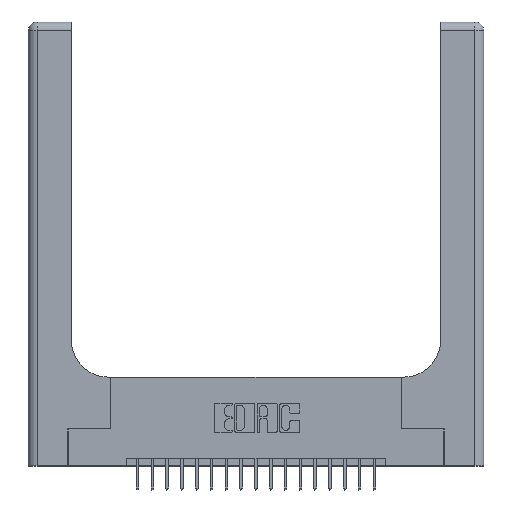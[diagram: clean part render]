
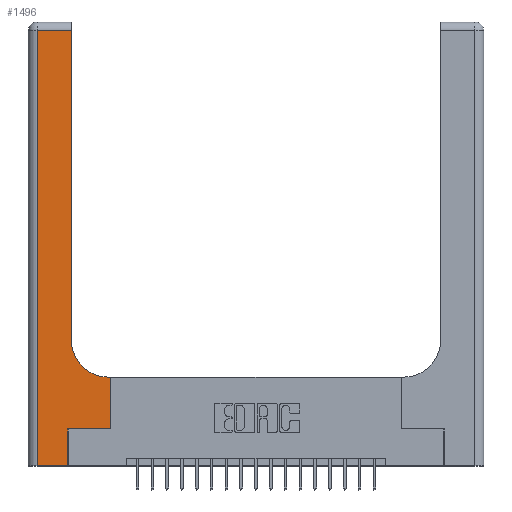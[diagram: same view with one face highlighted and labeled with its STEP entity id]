
A CAD part, top view. The second image highlights one B-rep face of the part: STEP entity #1496.
In plain terms, the highlighted planar face has unit normal (0, 0, 1).
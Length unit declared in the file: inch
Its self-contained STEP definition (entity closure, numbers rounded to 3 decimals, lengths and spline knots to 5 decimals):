
#1 = EDGE_CURVE ( 'NONE', #4119, #12848, #3750, .T. ) ;
#154 = AXIS2_PLACEMENT_3D ( 'NONE', #21953, #2829, #1132 ) ;
#299 = CARTESIAN_POINT ( 'NONE',  ( 0., 2.94, 0.37 ) ) ;
#528 = DIRECTION ( 'NONE',  ( 1., 0., 0. ) ) ;
#750 = CARTESIAN_POINT ( 'NONE',  ( 0.2915, 0.6, 0.37 ) ) ;
#796 = VERTEX_POINT ( 'NONE', #5188 ) ;
#803 = DIRECTION ( 'NONE',  ( -1., 0., 0. ) ) ;
#1132 = DIRECTION ( 'NONE',  ( -1., 0., 0. ) ) ;
#1149 = PLANE ( 'NONE',  #154 ) ;
#1253 = VERTEX_POINT ( 'NONE', #3498 ) ;
#1496 = ADVANCED_FACE ( 'NONE', ( #3680 ), #1149, .F. ) ;
#2052 = DIRECTION ( 'NONE',  ( -1., 0., 0. ) ) ;
#2829 = DIRECTION ( 'NONE',  ( 0., 0., -1. ) ) ;
#2835 = AXIS2_PLACEMENT_3D ( 'NONE', #16567, #6439, #18252 ) ;
#3320 = ORIENTED_EDGE ( 'NONE', *, *, #5394, .T. ) ;
#3498 = CARTESIAN_POINT ( 'NONE',  ( 0.269, 0., 0.37 ) ) ;
#3666 = VECTOR ( 'NONE', #4984, 39.37008 ) ;
#3680 = FACE_OUTER_BOUND ( 'NONE', #8311, .T. ) ;
#3750 = LINE ( 'NONE', #750, #21197 ) ;
#3849 = VECTOR ( 'NONE', #528, 39.37008 ) ;
#3879 = EDGE_CURVE ( 'NONE', #16152, #8549, #9438, .T. ) ;
#4119 = VERTEX_POINT ( 'NONE', #7459 ) ;
#4408 = EDGE_CURVE ( 'NONE', #12848, #796, #9926, .T. ) ;
#4984 = DIRECTION ( 'NONE',  ( 0., -1., 0. ) ) ;
#5187 = DIRECTION ( 'NONE',  ( 1., 0., 0. ) ) ;
#5188 = CARTESIAN_POINT ( 'NONE',  ( 0.2915, 0.85, 0.37 ) ) ;
#5394 = EDGE_CURVE ( 'NONE', #21229, #18482, #21136, .T. ) ;
#5476 = DIRECTION ( 'NONE',  ( 0., 1., 0. ) ) ;
#6003 = ORIENTED_EDGE ( 'NONE', *, *, #11719, .T. ) ;
#6439 = DIRECTION ( 'NONE',  ( 0., 0., -1. ) ) ;
#6621 = ORIENTED_EDGE ( 'NONE', *, *, #16731, .T. ) ;
#6683 = CARTESIAN_POINT ( 'NONE',  ( 0.269, 0., 0.37 ) ) ;
#6898 = ORIENTED_EDGE ( 'NONE', *, *, #4408, .T. ) ;
#7396 = CARTESIAN_POINT ( 'NONE',  ( 0., 0., 0.37 ) ) ;
#7459 = CARTESIAN_POINT ( 'NONE',  ( 0.5585, 0.6, 0.37 ) ) ;
#7627 = ORIENTED_EDGE ( 'NONE', *, *, #13737, .T. ) ;
#7681 = LINE ( 'NONE', #20183, #11168 ) ;
#8257 = LINE ( 'NONE', #11791, #3666 ) ;
#8311 = EDGE_LOOP ( 'NONE', ( #11402, #3320, #6003, #7627, #6621, #8795, #17685, #17212, #6898 ) ) ;
#8549 = VERTEX_POINT ( 'NONE', #15683 ) ;
#8795 = ORIENTED_EDGE ( 'NONE', *, *, #3879, .T. ) ;
#8971 = LINE ( 'NONE', #7396, #3849 ) ;
#9063 = CARTESIAN_POINT ( 'NONE',  ( 0.06, 0., 0.37 ) ) ;
#9438 = LINE ( 'NONE', #11984, #17817 ) ;
#9926 = CIRCLE ( 'NONE', #2835, 0.25 ) ;
#9954 = CARTESIAN_POINT ( 'NONE',  ( 0.06, 2.94, 0.37 ) ) ;
#11168 = VECTOR ( 'NONE', #13518, 39.37008 ) ;
#11402 = ORIENTED_EDGE ( 'NONE', *, *, #12512, .T. ) ;
#11432 = VECTOR ( 'NONE', #5476, 39.37008 ) ;
#11719 = EDGE_CURVE ( 'NONE', #18482, #11922, #8257, .T. ) ;
#11743 = CARTESIAN_POINT ( 'NONE',  ( 0.5415, 0.6, 0.37 ) ) ;
#11791 = CARTESIAN_POINT ( 'NONE',  ( 0.06, 3., 0.37 ) ) ;
#11922 = VERTEX_POINT ( 'NONE', #9063 ) ;
#11984 = CARTESIAN_POINT ( 'NONE',  ( 0.269, 0.25, 0.37 ) ) ;
#12272 = CARTESIAN_POINT ( 'NONE',  ( 0.2915, 3., 0.37 ) ) ;
#12512 = EDGE_CURVE ( 'NONE', #796, #21229, #15873, .T. ) ;
#12848 = VERTEX_POINT ( 'NONE', #11743 ) ;
#13518 = DIRECTION ( 'NONE',  ( 0., 1., 0. ) ) ;
#13737 = EDGE_CURVE ( 'NONE', #11922, #1253, #8971, .T. ) ;
#14090 = LINE ( 'NONE', #6683, #19591 ) ;
#15683 = CARTESIAN_POINT ( 'NONE',  ( 0.5585, 0.25, 0.37 ) ) ;
#15873 = LINE ( 'NONE', #12272, #11432 ) ;
#16152 = VERTEX_POINT ( 'NONE', #16286 ) ;
#16286 = CARTESIAN_POINT ( 'NONE',  ( 0.269, 0.25, 0.37 ) ) ;
#16567 = CARTESIAN_POINT ( 'NONE',  ( 0.5415, 0.85, 0.37 ) ) ;
#16731 = EDGE_CURVE ( 'NONE', #1253, #16152, #14090, .T. ) ;
#17212 = ORIENTED_EDGE ( 'NONE', *, *, #1, .T. ) ;
#17685 = ORIENTED_EDGE ( 'NONE', *, *, #18552, .T. ) ;
#17817 = VECTOR ( 'NONE', #5187, 39.37008 ) ;
#17917 = CARTESIAN_POINT ( 'NONE',  ( 0.2915, 2.94, 0.37 ) ) ;
#18252 = DIRECTION ( 'NONE',  ( 1., 0., 0. ) ) ;
#18482 = VERTEX_POINT ( 'NONE', #9954 ) ;
#18552 = EDGE_CURVE ( 'NONE', #8549, #4119, #7681, .T. ) ;
#19591 = VECTOR ( 'NONE', #20175, 39.37008 ) ;
#20175 = DIRECTION ( 'NONE',  ( 0., 1., 0. ) ) ;
#20183 = CARTESIAN_POINT ( 'NONE',  ( 0.5585, 0.25, 0.37 ) ) ;
#20596 = VECTOR ( 'NONE', #2052, 39.37008 ) ;
#21136 = LINE ( 'NONE', #299, #20596 ) ;
#21197 = VECTOR ( 'NONE', #803, 39.37008 ) ;
#21229 = VERTEX_POINT ( 'NONE', #17917 ) ;
#21953 = CARTESIAN_POINT ( 'NONE',  ( 0., 3., 0.37 ) ) ;
